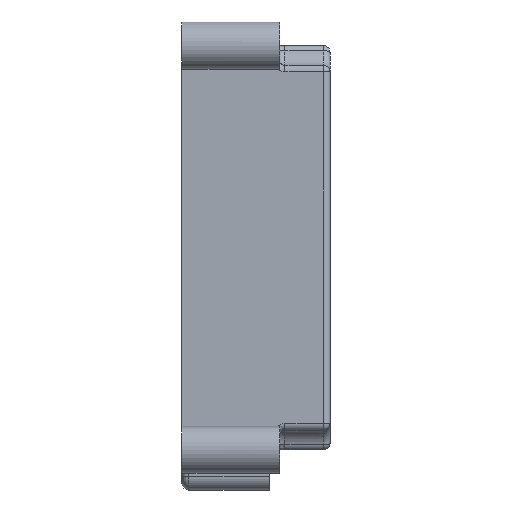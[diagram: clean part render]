
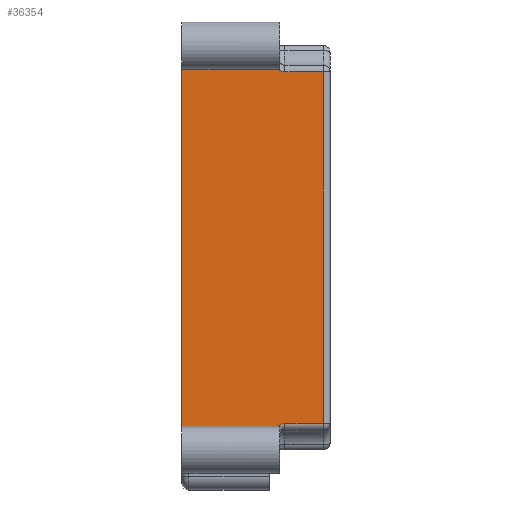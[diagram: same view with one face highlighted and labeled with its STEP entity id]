
A CAD part, left-side view. The second image highlights one B-rep face of the part: STEP entity #36354.
In plain terms, the highlighted planar face has unit normal (-1, 0, 0).
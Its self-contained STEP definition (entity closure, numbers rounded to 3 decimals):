
#641=B_SPLINE_CURVE_WITH_KNOTS('',3,(#55097,#55098,#55099,#55100),
 .UNSPECIFIED.,.F.,.F.,(4,4),(0.065,0.187),
 .UNSPECIFIED.);
#646=B_SPLINE_CURVE_WITH_KNOTS('',3,(#55162,#55163,#55164,#55165),
 .UNSPECIFIED.,.F.,.F.,(4,4),(-0.181,-0.059),
 .UNSPECIFIED.);
#2103=PLANE('',#38452);
#3787=FACE_OUTER_BOUND('',#5843,.T.);
#5843=EDGE_LOOP('',(#31266,#31267,#31268,#31269,#31270,#31271,#31272,#31273));
#6821=LINE('',#47479,#11345);
#9905=LINE('',#55070,#14429);
#9906=LINE('',#55120,#14430);
#9907=LINE('',#55173,#14431);
#9910=LINE('',#55228,#14434);
#9911=LINE('',#55229,#14435);
#11345=VECTOR('',#39261,60.);
#14429=VECTOR('',#44535,10.);
#14430=VECTOR('',#44542,10.);
#14431=VECTOR('',#44551,10.);
#14434=VECTOR('',#44574,10.);
#14435=VECTOR('',#44575,10.);
#16001=VERTEX_POINT('',#47476);
#16002=VERTEX_POINT('',#47478);
#18382=VERTEX_POINT('',#55064);
#18384=VERTEX_POINT('',#55068);
#18385=VERTEX_POINT('',#55091);
#18388=VERTEX_POINT('',#55119);
#18392=VERTEX_POINT('',#55159);
#18393=VERTEX_POINT('',#55161);
#19363=EDGE_CURVE('',#16002,#16001,#6821,.T.);
#22782=EDGE_CURVE('',#18384,#18382,#9905,.T.);
#22784=EDGE_CURVE('',#18385,#18384,#641,.T.);
#22788=EDGE_CURVE('',#18382,#18388,#9906,.T.);
#22793=EDGE_CURVE('',#18392,#18393,#646,.T.);
#22796=EDGE_CURVE('',#18388,#18392,#9907,.T.);
#22807=EDGE_CURVE('',#18385,#16002,#9910,.T.);
#22808=EDGE_CURVE('',#16001,#18393,#9911,.T.);
#31266=ORIENTED_EDGE('',*,*,#22784,.F.);
#31267=ORIENTED_EDGE('',*,*,#22807,.T.);
#31268=ORIENTED_EDGE('',*,*,#19363,.T.);
#31269=ORIENTED_EDGE('',*,*,#22808,.T.);
#31270=ORIENTED_EDGE('',*,*,#22793,.F.);
#31271=ORIENTED_EDGE('',*,*,#22796,.F.);
#31272=ORIENTED_EDGE('',*,*,#22788,.F.);
#31273=ORIENTED_EDGE('',*,*,#22782,.F.);
#36354=ADVANCED_FACE('',(#3787),#2103,.F.);
#38452=AXIS2_PLACEMENT_3D('',#55227,#44572,#44573);
#39261=DIRECTION('',(0.,0.,-1.));
#44535=DIRECTION('',(0.,-1.,0.));
#44542=DIRECTION('',(0.,0.,-1.));
#44551=DIRECTION('',(0.,1.,0.));
#44572=DIRECTION('center_axis',(1.,0.,0.));
#44573=DIRECTION('ref_axis',(0.,0.,-1.));
#44574=DIRECTION('',(0.,1.,0.));
#44575=DIRECTION('',(0.,-1.,0.));
#47476=CARTESIAN_POINT('',(0.,22.,-63.024));
#47478=CARTESIAN_POINT('',(0.,22.,-10.024));
#47479=CARTESIAN_POINT('',(0.,22.,-6.524));
#55064=CARTESIAN_POINT('',(0.,1.,-10.397));
#55068=CARTESIAN_POINT('',(0.,6.7,-10.397));
#55070=CARTESIAN_POINT('',(0.,0.,-10.397));
#55091=CARTESIAN_POINT('',(0.,7.845,-10.024));
#55097=CARTESIAN_POINT('Ctrl Pts',(0.,7.842,-10.021));
#55098=CARTESIAN_POINT('Ctrl Pts',(0.,7.511,-10.259));
#55099=CARTESIAN_POINT('Ctrl Pts',(0.,7.108,-10.397));
#55100=CARTESIAN_POINT('Ctrl Pts',(0.,6.7,-10.397));
#55119=CARTESIAN_POINT('',(0.,1.,-62.651));
#55120=CARTESIAN_POINT('',(0.,1.,0.));
#55159=CARTESIAN_POINT('',(0.,6.718,-62.651));
#55161=CARTESIAN_POINT('',(0.,7.862,-63.024));
#55162=CARTESIAN_POINT('Ctrl Pts',(0.,6.718,
-62.651));
#55163=CARTESIAN_POINT('Ctrl Pts',(0.,7.126,
-62.651));
#55164=CARTESIAN_POINT('Ctrl Pts',(0.,7.529,
-62.789));
#55165=CARTESIAN_POINT('Ctrl Pts',(0.,7.861,
-63.027));
#55173=CARTESIAN_POINT('',(0.,0.,-62.651));
#55227=CARTESIAN_POINT('Origin',(0.,0.,0.));
#55228=CARTESIAN_POINT('',(0.,22.,-10.024));
#55229=CARTESIAN_POINT('',(0.,22.,-63.024));
